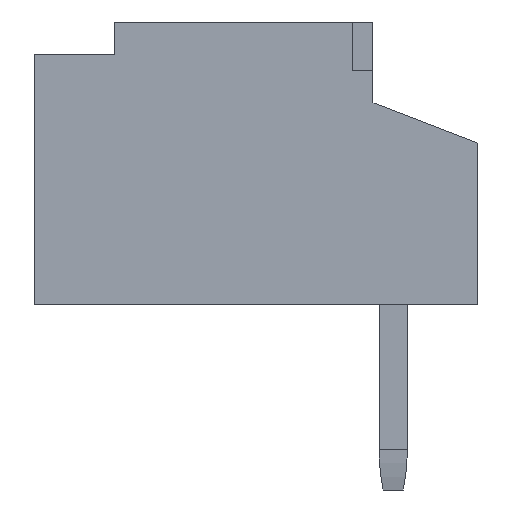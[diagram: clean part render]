
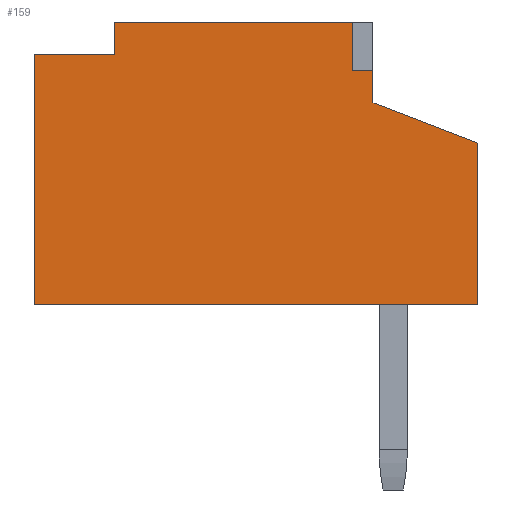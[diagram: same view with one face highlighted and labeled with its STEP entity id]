
A CAD part, left-side view. The second image highlights one B-rep face of the part: STEP entity #159.
In plain terms, the highlighted planar face has unit normal (-1, 0, 0).
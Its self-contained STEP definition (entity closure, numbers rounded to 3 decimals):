
#22 = VERTEX_POINT('',#23);
#23 = CARTESIAN_POINT('',(-2.75,-1.05,2.015));
#40 = VERTEX_POINT('',#41);
#41 = CARTESIAN_POINT('',(-2.75,-1.05,0.015));
#47 = EDGE_CURVE('',#40,#22,#48,.T.);
#48 = LINE('',#49,#50);
#49 = CARTESIAN_POINT('',(-2.75,-1.05,0.015));
#50 = VECTOR('',#51,1.);
#51 = DIRECTION('',(0.,0.,1.));
#102 = EDGE_CURVE('',#22,#103,#105,.T.);
#103 = VERTEX_POINT('',#104);
#104 = CARTESIAN_POINT('',(-2.75,0.25,2.515));
#105 = LINE('',#106,#107);
#106 = CARTESIAN_POINT('',(-2.75,-1.05,2.015));
#107 = VECTOR('',#108,1.);
#108 = DIRECTION('',(0.,0.933,0.359));
#159 = ADVANCED_FACE('',(#160),#226,.T.);
#160 = FACE_BOUND('',#161,.F.);
#161 = EDGE_LOOP('',(#162,#172,#178,#179,#180,#188,#196,#204,#212,#220)
  );
#162 = ORIENTED_EDGE('',*,*,#163,.F.);
#163 = EDGE_CURVE('',#164,#166,#168,.T.);
#164 = VERTEX_POINT('',#165);
#165 = CARTESIAN_POINT('',(-2.75,0.25,2.915));
#166 = VERTEX_POINT('',#167);
#167 = CARTESIAN_POINT('',(-2.75,0.5,2.915));
#168 = LINE('',#169,#170);
#169 = CARTESIAN_POINT('',(-2.75,0.25,2.915));
#170 = VECTOR('',#171,1.);
#171 = DIRECTION('',(0.,1.,0.));
#172 = ORIENTED_EDGE('',*,*,#173,.T.);
#173 = EDGE_CURVE('',#164,#103,#174,.T.);
#174 = LINE('',#175,#176);
#175 = CARTESIAN_POINT('',(-2.75,0.25,2.915));
#176 = VECTOR('',#177,1.);
#177 = DIRECTION('',(0.,0.,-1.));
#178 = ORIENTED_EDGE('',*,*,#102,.F.);
#179 = ORIENTED_EDGE('',*,*,#47,.F.);
#180 = ORIENTED_EDGE('',*,*,#181,.T.);
#181 = EDGE_CURVE('',#40,#182,#184,.T.);
#182 = VERTEX_POINT('',#183);
#183 = CARTESIAN_POINT('',(-2.75,4.45,0.015));
#184 = LINE('',#185,#186);
#185 = CARTESIAN_POINT('',(-2.75,-1.05,0.015));
#186 = VECTOR('',#187,1.);
#187 = DIRECTION('',(0.,1.,0.));
#188 = ORIENTED_EDGE('',*,*,#189,.T.);
#189 = EDGE_CURVE('',#182,#190,#192,.T.);
#190 = VERTEX_POINT('',#191);
#191 = CARTESIAN_POINT('',(-2.75,4.45,3.115));
#192 = LINE('',#193,#194);
#193 = CARTESIAN_POINT('',(-2.75,4.45,0.015));
#194 = VECTOR('',#195,1.);
#195 = DIRECTION('',(0.,0.,1.));
#196 = ORIENTED_EDGE('',*,*,#197,.T.);
#197 = EDGE_CURVE('',#190,#198,#200,.T.);
#198 = VERTEX_POINT('',#199);
#199 = CARTESIAN_POINT('',(-2.75,3.45,3.115));
#200 = LINE('',#201,#202);
#201 = CARTESIAN_POINT('',(-2.75,4.45,3.115));
#202 = VECTOR('',#203,1.);
#203 = DIRECTION('',(0.,-1.,0.));
#204 = ORIENTED_EDGE('',*,*,#205,.F.);
#205 = EDGE_CURVE('',#206,#198,#208,.T.);
#206 = VERTEX_POINT('',#207);
#207 = CARTESIAN_POINT('',(-2.75,3.45,3.515));
#208 = LINE('',#209,#210);
#209 = CARTESIAN_POINT('',(-2.75,3.45,3.515));
#210 = VECTOR('',#211,1.);
#211 = DIRECTION('',(0.,0.,-1.));
#212 = ORIENTED_EDGE('',*,*,#213,.F.);
#213 = EDGE_CURVE('',#214,#206,#216,.T.);
#214 = VERTEX_POINT('',#215);
#215 = CARTESIAN_POINT('',(-2.75,0.5,3.515));
#216 = LINE('',#217,#218);
#217 = CARTESIAN_POINT('',(-2.75,0.5,3.515));
#218 = VECTOR('',#219,1.);
#219 = DIRECTION('',(0.,1.,0.));
#220 = ORIENTED_EDGE('',*,*,#221,.T.);
#221 = EDGE_CURVE('',#214,#166,#222,.T.);
#222 = LINE('',#223,#224);
#223 = CARTESIAN_POINT('',(-2.75,0.5,3.515));
#224 = VECTOR('',#225,1.);
#225 = DIRECTION('',(0.,0.,-1.));
#226 = PLANE('',#227);
#227 = AXIS2_PLACEMENT_3D('',#228,#229,#230);
#228 = CARTESIAN_POINT('',(-2.75,-1.05,0.015));
#229 = DIRECTION('',(-1.,0.,0.));
#230 = DIRECTION('',(0.,0.,1.));
